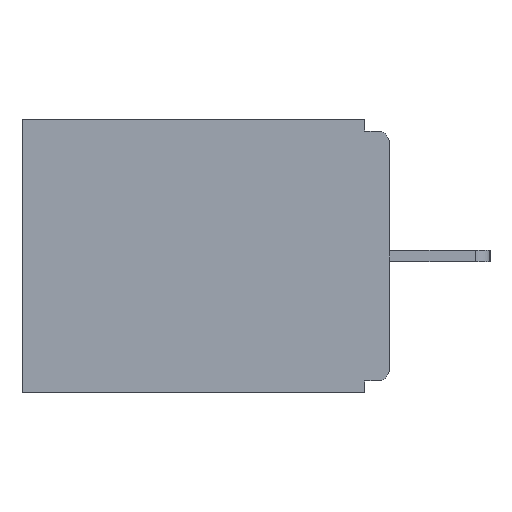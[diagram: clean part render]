
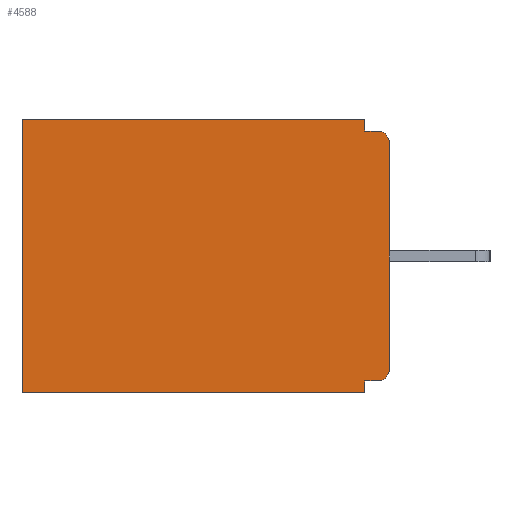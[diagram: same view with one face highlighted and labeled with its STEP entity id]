
A CAD part, left-side view. The second image highlights one B-rep face of the part: STEP entity #4588.
In plain terms, the highlighted planar face has unit normal (-1, 0, 0).
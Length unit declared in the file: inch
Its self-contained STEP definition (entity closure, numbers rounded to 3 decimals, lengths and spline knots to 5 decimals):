
#132 = CARTESIAN_POINT ( 'NONE',  ( 0.298, 0.015, -0.328 ) ) ;
#257 = CIRCLE ( 'NONE', #737, 0.015 ) ;
#524 = ORIENTED_EDGE ( 'NONE', *, *, #12504, .F. ) ;
#684 = VECTOR ( 'NONE', #3237, 39.37008 ) ;
#737 = AXIS2_PLACEMENT_3D ( 'NONE', #7714, #19871, #9487 ) ;
#1061 = CARTESIAN_POINT ( 'NONE',  ( 0.298, 0., 0. ) ) ;
#1310 = FACE_OUTER_BOUND ( 'NONE', #10869, .T. ) ;
#1391 = ORIENTED_EDGE ( 'NONE', *, *, #13344, .F. ) ;
#1586 = VECTOR ( 'NONE', #21765, 39.37008 ) ;
#1595 = EDGE_CURVE ( 'NONE', #10506, #6851, #10194, .T. ) ;
#1865 = EDGE_CURVE ( 'NONE', #7948, #7178, #4567, .T. ) ;
#1938 = VERTEX_POINT ( 'NONE', #14598 ) ;
#1964 = CARTESIAN_POINT ( 'NONE',  ( 0.298, 0., 0. ) ) ;
#2082 = EDGE_CURVE ( 'NONE', #22541, #5123, #4822, .T. ) ;
#2209 = VERTEX_POINT ( 'NONE', #14619 ) ;
#3116 = EDGE_CURVE ( 'NONE', #1938, #7948, #4962, .T. ) ;
#3237 = DIRECTION ( 'NONE',  ( 0., 0., -1. ) ) ;
#3318 = CARTESIAN_POINT ( 'NONE',  ( 0.298, 0., -0.343 ) ) ;
#3602 = PLANE ( 'NONE',  #13796 ) ;
#4567 = LINE ( 'NONE', #4825, #22674 ) ;
#4588 = ADVANCED_FACE ( 'NONE', ( #1310 ), #3602, .F. ) ;
#4822 = CIRCLE ( 'NONE', #13026, 0.015 ) ;
#4825 = CARTESIAN_POINT ( 'NONE',  ( 0.298, 0.46, 0. ) ) ;
#4962 = LINE ( 'NONE', #1061, #13272 ) ;
#5042 = VERTEX_POINT ( 'NONE', #11768 ) ;
#5123 = VERTEX_POINT ( 'NONE', #13641 ) ;
#5151 = VECTOR ( 'NONE', #14237, 39.37008 ) ;
#5786 = LINE ( 'NONE', #6079, #1586 ) ;
#5903 = DIRECTION ( 'NONE',  ( 0., 1., 0. ) ) ;
#5984 = EDGE_CURVE ( 'NONE', #5042, #5123, #14521, .T. ) ;
#6079 = CARTESIAN_POINT ( 'NONE',  ( 0.298, 0., -0.328 ) ) ;
#6512 = CARTESIAN_POINT ( 'NONE',  ( 0.298, 0.031, -0.343 ) ) ;
#6851 = VERTEX_POINT ( 'NONE', #17706 ) ;
#7178 = VERTEX_POINT ( 'NONE', #11357 ) ;
#7590 = LINE ( 'NONE', #3318, #15768 ) ;
#7714 = CARTESIAN_POINT ( 'NONE',  ( 0.298, 0.015, -0.313 ) ) ;
#7948 = VERTEX_POINT ( 'NONE', #8888 ) ;
#8888 = CARTESIAN_POINT ( 'NONE',  ( 0.298, 0.46, 0. ) ) ;
#9487 = DIRECTION ( 'NONE',  ( 0., 0., -1. ) ) ;
#9771 = ORIENTED_EDGE ( 'NONE', *, *, #3116, .T. ) ;
#10194 = LINE ( 'NONE', #6512, #684 ) ;
#10506 = VERTEX_POINT ( 'NONE', #11579 ) ;
#10516 = DIRECTION ( 'NONE',  ( 0., 1., 0. ) ) ;
#10752 = ORIENTED_EDGE ( 'NONE', *, *, #18292, .F. ) ;
#10869 = EDGE_LOOP ( 'NONE', ( #15354, #22565, #1391, #9771, #16319, #524, #18838, #10752, #14178, #16889 ) ) ;
#10978 = VECTOR ( 'NONE', #19562, 39.37008 ) ;
#11357 = CARTESIAN_POINT ( 'NONE',  ( 0.298, 0.46, -0.343 ) ) ;
#11465 = DIRECTION ( 'NONE',  ( 0., 0., -1. ) ) ;
#11579 = CARTESIAN_POINT ( 'NONE',  ( 0.298, 0.031, -0.328 ) ) ;
#11768 = CARTESIAN_POINT ( 'NONE',  ( 0.298, 0.031, -0.015 ) ) ;
#12000 = CARTESIAN_POINT ( 'NONE',  ( 0.298, 0., -0.03 ) ) ;
#12211 = VECTOR ( 'NONE', #11465, 39.37008 ) ;
#12504 = EDGE_CURVE ( 'NONE', #6851, #7178, #7590, .T. ) ;
#12669 = DIRECTION ( 'NONE',  ( 0., 0., -1. ) ) ;
#13026 = AXIS2_PLACEMENT_3D ( 'NONE', #21341, #22024, #17642 ) ;
#13272 = VECTOR ( 'NONE', #5903, 39.37008 ) ;
#13280 = EDGE_CURVE ( 'NONE', #20323, #2209, #257, .T. ) ;
#13344 = EDGE_CURVE ( 'NONE', #1938, #5042, #20888, .T. ) ;
#13641 = CARTESIAN_POINT ( 'NONE',  ( 0.298, 0.015, -0.015 ) ) ;
#13796 = AXIS2_PLACEMENT_3D ( 'NONE', #20427, #21534, #12669 ) ;
#14013 = CARTESIAN_POINT ( 'NONE',  ( 0.298, 0., -0.015 ) ) ;
#14178 = ORIENTED_EDGE ( 'NONE', *, *, #13280, .T. ) ;
#14237 = DIRECTION ( 'NONE',  ( 0., -1., 0. ) ) ;
#14521 = LINE ( 'NONE', #14013, #5151 ) ;
#14598 = CARTESIAN_POINT ( 'NONE',  ( 0.298, 0.031, 0. ) ) ;
#14619 = CARTESIAN_POINT ( 'NONE',  ( 0.298, 0., -0.313 ) ) ;
#15354 = ORIENTED_EDGE ( 'NONE', *, *, #2082, .T. ) ;
#15592 = LINE ( 'NONE', #1964, #10978 ) ;
#15768 = VECTOR ( 'NONE', #10516, 39.37008 ) ;
#16319 = ORIENTED_EDGE ( 'NONE', *, *, #1865, .T. ) ;
#16889 = ORIENTED_EDGE ( 'NONE', *, *, #21020, .F. ) ;
#17642 = DIRECTION ( 'NONE',  ( 0., 0., -1. ) ) ;
#17706 = CARTESIAN_POINT ( 'NONE',  ( 0.298, 0.031, -0.343 ) ) ;
#18292 = EDGE_CURVE ( 'NONE', #20323, #10506, #5786, .T. ) ;
#18838 = ORIENTED_EDGE ( 'NONE', *, *, #1595, .F. ) ;
#19562 = DIRECTION ( 'NONE',  ( 0., 0., -1. ) ) ;
#19635 = DIRECTION ( 'NONE',  ( 0., 0., -1. ) ) ;
#19871 = DIRECTION ( 'NONE',  ( -1., 0., 0. ) ) ;
#20323 = VERTEX_POINT ( 'NONE', #132 ) ;
#20427 = CARTESIAN_POINT ( 'NONE',  ( 0.298, 0., 0. ) ) ;
#20888 = LINE ( 'NONE', #21859, #12211 ) ;
#21020 = EDGE_CURVE ( 'NONE', #22541, #2209, #15592, .T. ) ;
#21341 = CARTESIAN_POINT ( 'NONE',  ( 0.298, 0.015, -0.03 ) ) ;
#21534 = DIRECTION ( 'NONE',  ( 1., 0., 0. ) ) ;
#21765 = DIRECTION ( 'NONE',  ( 0., 1., 0. ) ) ;
#21859 = CARTESIAN_POINT ( 'NONE',  ( 0.298, 0.031, -0.343 ) ) ;
#22024 = DIRECTION ( 'NONE',  ( -1., 0., 0. ) ) ;
#22541 = VERTEX_POINT ( 'NONE', #12000 ) ;
#22565 = ORIENTED_EDGE ( 'NONE', *, *, #5984, .F. ) ;
#22674 = VECTOR ( 'NONE', #19635, 39.37008 ) ;
